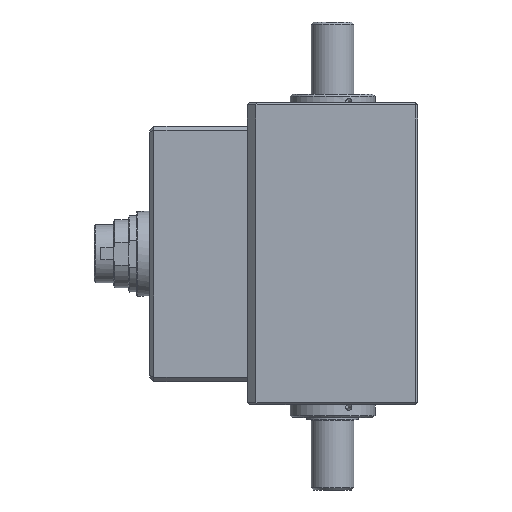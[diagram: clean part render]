
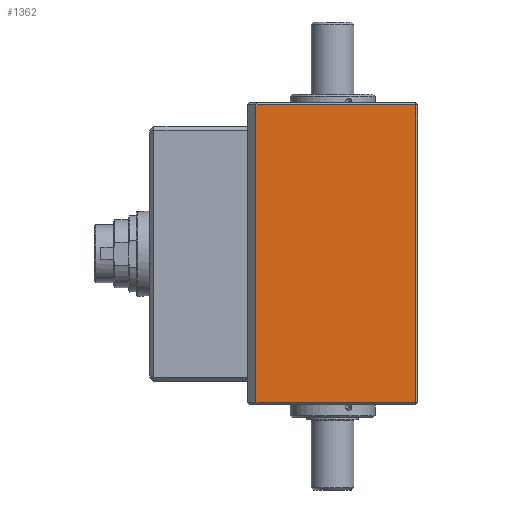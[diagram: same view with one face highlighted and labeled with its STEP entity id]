
A CAD part, front view. The second image highlights one B-rep face of the part: STEP entity #1362.
In plain terms, the highlighted face is planar.
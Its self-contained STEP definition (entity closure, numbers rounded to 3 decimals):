
#1362 = ADVANCED_FACE( '', ( #2737 ), #2738, .T. );
#2737 = FACE_OUTER_BOUND( '', #4379, .T. );
#2738 = PLANE( '', #4380 );
#4379 = EDGE_LOOP( '', ( #6811, #6812, #6813, #6814 ) );
#4380 = AXIS2_PLACEMENT_3D( '', #6815, #6816, #6817 );
#6811 = ORIENTED_EDGE( '', *, *, #8746, .T. );
#6812 = ORIENTED_EDGE( '', *, *, #8457, .T. );
#6813 = ORIENTED_EDGE( '', *, *, #9062, .T. );
#6814 = ORIENTED_EDGE( '', *, *, #9056, .T. );
#6815 = CARTESIAN_POINT( '', ( -20., -20., 71. ) );
#6816 = DIRECTION( '', ( -1., 0., 0. ) );
#6817 = DIRECTION( '', ( 0., 0., 1. ) );
#8457 = EDGE_CURVE( '', #9982, #9980, #9983, .T. );
#8746 = EDGE_CURVE( '', #10448, #9982, #10449, .T. );
#9056 = EDGE_CURVE( '', #10833, #10448, #10908, .T. );
#9062 = EDGE_CURVE( '', #9980, #10833, #10914, .T. );
#9980 = VERTEX_POINT( '', #11692 );
#9982 = VERTEX_POINT( '', #11695 );
#9983 = LINE( '', #11696, #11697 );
#10448 = VERTEX_POINT( '', #12395 );
#10449 = LINE( '', #12396, #12397 );
#10833 = VERTEX_POINT( '', #13024 );
#10908 = LINE( '', #13134, #13135 );
#10914 = LINE( '', #13141, #13142 );
#11692 = CARTESIAN_POINT( '', ( -20., 18., 0.5 ) );
#11695 = CARTESIAN_POINT( '', ( -20., 18., 70.5 ) );
#11696 = CARTESIAN_POINT( '', ( -20., 18., 71. ) );
#11697 = VECTOR( '', #14075, 1000. );
#12395 = CARTESIAN_POINT( '', ( -20., -19.5, 70.5 ) );
#12396 = CARTESIAN_POINT( '', ( -20., 20., 70.5 ) );
#12397 = VECTOR( '', #14477, 1000. );
#13024 = CARTESIAN_POINT( '', ( -20., -19.5, 0.5 ) );
#13134 = CARTESIAN_POINT( '', ( -20., -19.5, 71. ) );
#13135 = VECTOR( '', #14867, 1000. );
#13141 = CARTESIAN_POINT( '', ( -20., -20., 0.5 ) );
#13142 = VECTOR( '', #14871, 1000. );
#14075 = DIRECTION( '', ( 0., 0., -1. ) );
#14477 = DIRECTION( '', ( 0., 1., 0. ) );
#14867 = DIRECTION( '', ( 0., 0., 1. ) );
#14871 = DIRECTION( '', ( 0., -1., 0. ) );
